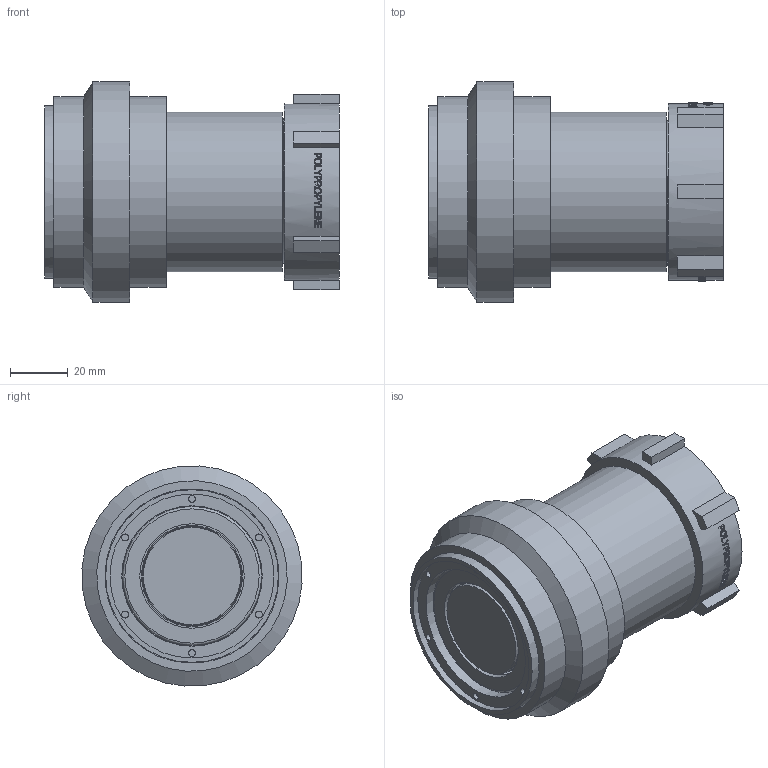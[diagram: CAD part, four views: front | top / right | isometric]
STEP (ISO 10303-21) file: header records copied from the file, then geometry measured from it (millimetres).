
FILE_DESCRIPTION(/* description */ ('DPC Female Body'),/* implementation_level */ '2;1');
FILE_NAME(/* name */ 'DPCF100.stp',/* time_stamp */ '2016-09-01T12:03:41-04:00',/* author */ ('DCerny'),/* organization */ (''),/* preprocessor_version */ 'ST-DEVELOPER v16.1',/* originating_system */ 'Autodesk Inventor 2016',/* authorisation */ '');
FILE_SCHEMA (('AUTOMOTIVE_DESIGN { 1 0 10303 214 3 1 1 }'));
Length unit declared in the file: inch
Products named in the file (11): F1; F2; F3; F4; F5; F6; F7; F8; F9; F10; DPCF100
Assembly tree (13 placements, depth 2):
  DPCF100
    F1
    F2
    F3
    F4
    F5
    F6
    F7
    F8
    F9  x3
    F10  x2
Bounding box: 101.85 x 76.03 x 76.03 mm (x, y, z)
Volume: 190775.2 mm3; surface area: 107900 mm2
Topology: 13 solids, 13 shells, 715 faces, 1816 edges, 1196 vertices
Faces by surface type: plane 321, bspline 216, cylinder 132, cone 33, torus 13
Full cylindrical faces by diameter (mm): 2.388 x6, 21.082 x1, 21.59 x1, 24.384 x3, 27.813 x1, 27.94 x1, 28.575 x3, 31.75 x2, 32.258 x1, 34.163 x1, 34.925 x1, 36.068 x1, 36.322 x1, 36.525 x1, 41.275 x1, 43.18 x1, 43.688 x1, 48.006 x1, 48.514 x9, 49.276 x1, 50.927 x12, 55.118 x2, 55.575 x1, 56.464 x1, 56.642 x1, 57.785 x1, 58.725 x1, 60.198 x1, 60.452 x1, 61.087 x1
Entity records: 73486 total; most frequent: CARTESIAN_POINT 59167, ORIENTED_EDGE 3178, DIRECTION 2219, EDGE_CURVE 1589, VERTEX_POINT 1086, EDGE_LOOP 819, AXIS2_PLACEMENT_3D 776, LINE 667
